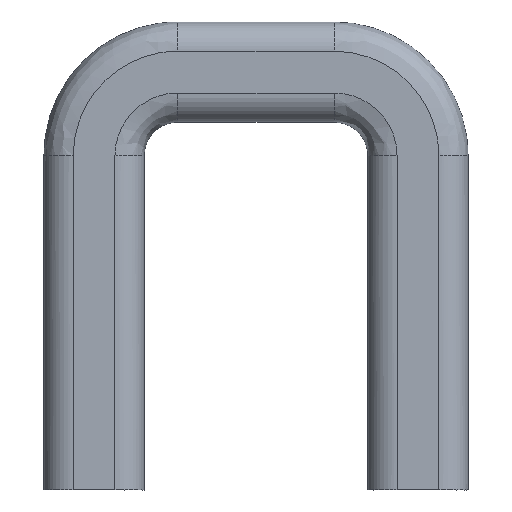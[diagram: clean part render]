
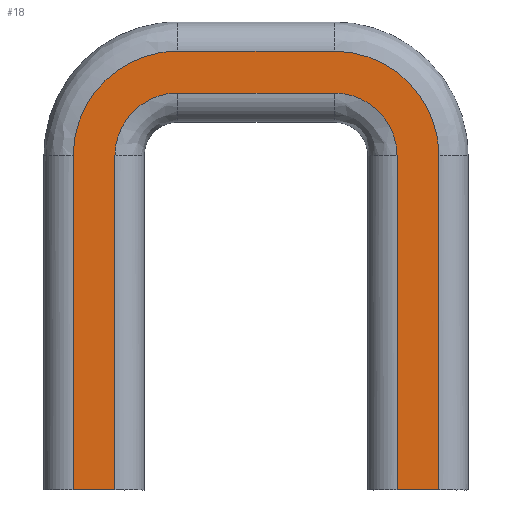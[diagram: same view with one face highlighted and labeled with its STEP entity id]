
A CAD part, front view. The second image highlights one B-rep face of the part: STEP entity #18.
In plain terms, the highlighted planar face has unit normal (0, -1, 0).
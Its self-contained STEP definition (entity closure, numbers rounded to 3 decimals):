
#18=ADVANCED_FACE('',(#52),#486,.T.);
#52=FACE_OUTER_BOUND('',#86,.T.);
#86=EDGE_LOOP('',(#129,#130,#131,#132,#133,#134,#135,#136,#137,#138,#139,
#140));
#129=ORIENTED_EDGE('',*,*,#354,.F.);
#130=ORIENTED_EDGE('',*,*,#288,.F.);
#131=ORIENTED_EDGE('',*,*,#334,.F.);
#132=ORIENTED_EDGE('',*,*,#289,.F.);
#133=ORIENTED_EDGE('',*,*,#290,.F.);
#134=ORIENTED_EDGE('',*,*,#291,.F.);
#135=ORIENTED_EDGE('',*,*,#331,.F.);
#136=ORIENTED_EDGE('',*,*,#292,.F.);
#137=ORIENTED_EDGE('',*,*,#352,.F.);
#138=ORIENTED_EDGE('',*,*,#284,.F.);
#139=ORIENTED_EDGE('',*,*,#293,.F.);
#140=ORIENTED_EDGE('',*,*,#287,.F.);
#284=EDGE_CURVE('',#443,#444,#402,.T.);
#287=EDGE_CURVE('',#445,#446,#403,.T.);
#288=EDGE_CURVE('',#448,#447,#404,.T.);
#289=EDGE_CURVE('',#450,#449,#405,.T.);
#290=EDGE_CURVE('',#451,#450,#406,.T.);
#291=EDGE_CURVE('',#452,#451,#407,.T.);
#292=EDGE_CURVE('',#454,#453,#408,.T.);
#293=EDGE_CURVE('',#446,#443,#409,.T.);
#331=EDGE_CURVE('',#453,#452,#378,.T.);
#334=EDGE_CURVE('',#449,#448,#381,.T.);
#352=EDGE_CURVE('',#444,#454,#392,.T.);
#354=EDGE_CURVE('',#447,#445,#394,.T.);
#378=(
BOUNDED_CURVE()
B_SPLINE_CURVE(2,(#1688,#1689,#1690),.UNSPECIFIED.,.F.,.F.)
B_SPLINE_CURVE_WITH_KNOTS((3,3),(0.,3.927),.UNSPECIFIED.)
CURVE()
GEOMETRIC_REPRESENTATION_ITEM()
RATIONAL_B_SPLINE_CURVE((1.,0.707,1.))
REPRESENTATION_ITEM('')
);
#381=(
BOUNDED_CURVE()
B_SPLINE_CURVE(2,(#1697,#1698,#1699),.UNSPECIFIED.,.F.,.F.)
B_SPLINE_CURVE_WITH_KNOTS((3,3),(-2.356,0.),.UNSPECIFIED.)
CURVE()
GEOMETRIC_REPRESENTATION_ITEM()
RATIONAL_B_SPLINE_CURVE((1.,0.707,1.))
REPRESENTATION_ITEM('')
);
#392=(
BOUNDED_CURVE()
B_SPLINE_CURVE(2,(#1744,#1745,#1746),.UNSPECIFIED.,.F.,.F.)
B_SPLINE_CURVE_WITH_KNOTS((3,3),(0.,3.927),.UNSPECIFIED.)
CURVE()
GEOMETRIC_REPRESENTATION_ITEM()
RATIONAL_B_SPLINE_CURVE((1.,0.707,1.))
REPRESENTATION_ITEM('')
);
#394=(
BOUNDED_CURVE()
B_SPLINE_CURVE(2,(#1750,#1751,#1752),.UNSPECIFIED.,.F.,.F.)
B_SPLINE_CURVE_WITH_KNOTS((3,3),(-2.356,0.),.UNSPECIFIED.)
CURVE()
GEOMETRIC_REPRESENTATION_ITEM()
RATIONAL_B_SPLINE_CURVE((1.,0.707,1.))
REPRESENTATION_ITEM('')
);
#402=B_SPLINE_CURVE_WITH_KNOTS('',1,(#1575,#1576),.UNSPECIFIED.,.F.,.F.,
(2,2),(-8.,0.),.UNSPECIFIED.);
#403=B_SPLINE_CURVE_WITH_KNOTS('',1,(#1583,#1584),.UNSPECIFIED.,.F.,.F.,
(2,2),(0.,8.),.UNSPECIFIED.);
#404=B_SPLINE_CURVE_WITH_KNOTS('',1,(#1585,#1586),.UNSPECIFIED.,.F.,.F.,
(2,2),(-3.75,0.),.UNSPECIFIED.);
#405=B_SPLINE_CURVE_WITH_KNOTS('',1,(#1587,#1588),.UNSPECIFIED.,.F.,.F.,
(2,2),(-8.,0.),.UNSPECIFIED.);
#406=B_SPLINE_CURVE_WITH_KNOTS('',1,(#1589,#1590),.UNSPECIFIED.,.F.,.F.,
(2,2),(-1.,0.),.UNSPECIFIED.);
#407=B_SPLINE_CURVE_WITH_KNOTS('',1,(#1591,#1592),.UNSPECIFIED.,.F.,.F.,
(2,2),(0.,8.),.UNSPECIFIED.);
#408=B_SPLINE_CURVE_WITH_KNOTS('',1,(#1593,#1594),.UNSPECIFIED.,.F.,.F.,
(2,2),(0.,3.75),.UNSPECIFIED.);
#409=B_SPLINE_CURVE_WITH_KNOTS('',1,(#1595,#1596),.UNSPECIFIED.,.F.,.F.,
(2,2),(-1.,0.),.UNSPECIFIED.);
#443=VERTEX_POINT('',#1517);
#444=VERTEX_POINT('',#1518);
#445=VERTEX_POINT('',#1519);
#446=VERTEX_POINT('',#1520);
#447=VERTEX_POINT('',#1521);
#448=VERTEX_POINT('',#1522);
#449=VERTEX_POINT('',#1523);
#450=VERTEX_POINT('',#1524);
#451=VERTEX_POINT('',#1525);
#452=VERTEX_POINT('',#1526);
#453=VERTEX_POINT('',#1527);
#454=VERTEX_POINT('',#1528);
#486=PLANE('',#540);
#540=AXIS2_PLACEMENT_3D('',#602,#553,$);
#553=DIRECTION('',(0.,-1.,0.));
#602=CARTESIAN_POINT('',(5.251,33.225,-137.678));
#1517=CARTESIAN_POINT('',(-4.375,33.225,-136.627));
#1518=CARTESIAN_POINT('',(-4.375,33.225,-128.627));
#1519=CARTESIAN_POINT('',(-3.375,33.225,-128.627));
#1520=CARTESIAN_POINT('',(-3.375,33.225,-136.627));
#1521=CARTESIAN_POINT('',(-1.875,33.225,-127.127));
#1522=CARTESIAN_POINT('',(1.875,33.225,-127.127));
#1523=CARTESIAN_POINT('',(3.375,33.225,-128.627));
#1524=CARTESIAN_POINT('',(3.375,33.225,-136.627));
#1525=CARTESIAN_POINT('',(4.375,33.225,-136.627));
#1526=CARTESIAN_POINT('',(4.375,33.225,-128.627));
#1527=CARTESIAN_POINT('',(1.875,33.225,-126.127));
#1528=CARTESIAN_POINT('',(-1.875,33.225,-126.127));
#1575=CARTESIAN_POINT('',(-4.375,33.225,-136.627));
#1576=CARTESIAN_POINT('',(-4.375,33.225,-128.627));
#1583=CARTESIAN_POINT('',(-3.375,33.225,-128.627));
#1584=CARTESIAN_POINT('',(-3.375,33.225,-136.627));
#1585=CARTESIAN_POINT('',(1.875,33.225,-127.127));
#1586=CARTESIAN_POINT('',(-1.875,33.225,-127.127));
#1587=CARTESIAN_POINT('',(3.375,33.225,-136.627));
#1588=CARTESIAN_POINT('',(3.375,33.225,-128.627));
#1589=CARTESIAN_POINT('',(4.375,33.225,-136.627));
#1590=CARTESIAN_POINT('',(3.375,33.225,-136.627));
#1591=CARTESIAN_POINT('',(4.375,33.225,-128.627));
#1592=CARTESIAN_POINT('',(4.375,33.225,-136.627));
#1593=CARTESIAN_POINT('',(-1.875,33.225,-126.127));
#1594=CARTESIAN_POINT('',(1.875,33.225,-126.127));
#1595=CARTESIAN_POINT('',(-3.375,33.225,-136.627));
#1596=CARTESIAN_POINT('',(-4.375,33.225,-136.627));
#1688=CARTESIAN_POINT('',(1.875,33.225,-126.127));
#1689=CARTESIAN_POINT('',(4.375,33.225,-126.127));
#1690=CARTESIAN_POINT('',(4.375,33.225,-128.627));
#1697=CARTESIAN_POINT('',(3.375,33.225,-128.627));
#1698=CARTESIAN_POINT('',(3.375,33.225,-127.127));
#1699=CARTESIAN_POINT('',(1.875,33.225,-127.127));
#1744=CARTESIAN_POINT('',(-4.375,33.225,-128.627));
#1745=CARTESIAN_POINT('',(-4.375,33.225,-126.127));
#1746=CARTESIAN_POINT('',(-1.875,33.225,-126.127));
#1750=CARTESIAN_POINT('',(-1.875,33.225,-127.127));
#1751=CARTESIAN_POINT('',(-3.375,33.225,-127.127));
#1752=CARTESIAN_POINT('',(-3.375,33.225,-128.627));
